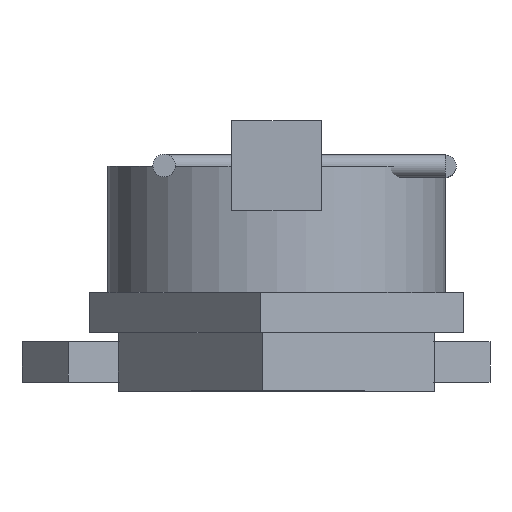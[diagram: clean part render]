
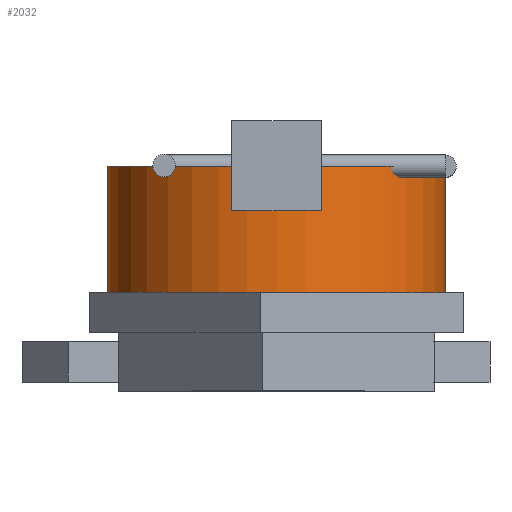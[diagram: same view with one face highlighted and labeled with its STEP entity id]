
A CAD part, top view. The second image highlights one B-rep face of the part: STEP entity #2032.
In plain terms, the highlighted cylindrical face has radius 75 mm (diameter 150 mm), a full revolution.
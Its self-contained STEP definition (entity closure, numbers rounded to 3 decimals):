
#2032 = ADVANCED_FACE('',(#2033),#2046,.T.);
#2033 = FACE_BOUND('',#2034,.T.);
#2034 = EDGE_LOOP('',(#2035,#2069,#2092,#2119));
#2035 = ORIENTED_EDGE('',*,*,#2036,.T.);
#2036 = EDGE_CURVE('',#2037,#2037,#2039,.T.);
#2037 = VERTEX_POINT('',#2038);
#2038 = CARTESIAN_POINT('',(75.,100.,0.));
#2039 = SURFACE_CURVE('',#2040,(#2045,#2057),.PCURVE_S1.);
#2040 = CIRCLE('',#2041,75.);
#2041 = AXIS2_PLACEMENT_3D('',#2042,#2043,#2044);
#2042 = CARTESIAN_POINT('',(0.,100.,0.));
#2043 = DIRECTION('',(0.,-1.,0.));
#2044 = DIRECTION('',(1.,0.,0.));
#2045 = PCURVE('',#2046,#2051);
#2046 = CYLINDRICAL_SURFACE('',#2047,75.);
#2047 = AXIS2_PLACEMENT_3D('',#2048,#2049,#2050);
#2048 = CARTESIAN_POINT('',(0.,100.,0.));
#2049 = DIRECTION('',(0.,1.,0.));
#2050 = DIRECTION('',(1.,0.,0.));
#2051 = DEFINITIONAL_REPRESENTATION('',(#2052),#2056);
#2052 = LINE('',#2053,#2054);
#2053 = CARTESIAN_POINT('',(6.283,0.));
#2054 = VECTOR('',#2055,1.);
#2055 = DIRECTION('',(-1.,0.));
#2056 = ( GEOMETRIC_REPRESENTATION_CONTEXT(2) 
PARAMETRIC_REPRESENTATION_CONTEXT() REPRESENTATION_CONTEXT('2D SPACE',''
  ) );
#2057 = PCURVE('',#2058,#2063);
#2058 = PLANE('',#2059);
#2059 = AXIS2_PLACEMENT_3D('',#2060,#2061,#2062);
#2060 = CARTESIAN_POINT('',(0.,100.,0.)
  );
#2061 = DIRECTION('',(-0.,-1.,-0.));
#2062 = DIRECTION('',(0.,0.,-1.));
#2063 = DEFINITIONAL_REPRESENTATION('',(#2064),#2068);
#2064 = CIRCLE('',#2065,75.);
#2065 = AXIS2_PLACEMENT_2D('',#2066,#2067);
#2066 = CARTESIAN_POINT('',(0.,0.));
#2067 = DIRECTION('',(0.,1.));
#2068 = ( GEOMETRIC_REPRESENTATION_CONTEXT(2) 
PARAMETRIC_REPRESENTATION_CONTEXT() REPRESENTATION_CONTEXT('2D SPACE',''
  ) );
#2069 = ORIENTED_EDGE('',*,*,#2070,.T.);
#2070 = EDGE_CURVE('',#2037,#2071,#2073,.T.);
#2071 = VERTEX_POINT('',#2072);
#2072 = CARTESIAN_POINT('',(75.,43.8,0.));
#2073 = SEAM_CURVE('',#2074,(#2078,#2085),.PCURVE_S1.);
#2074 = LINE('',#2075,#2076);
#2075 = CARTESIAN_POINT('',(75.,100.,0.));
#2076 = VECTOR('',#2077,1.);
#2077 = DIRECTION('',(0.,-1.,0.));
#2078 = PCURVE('',#2046,#2079);
#2079 = DEFINITIONAL_REPRESENTATION('',(#2080),#2084);
#2080 = LINE('',#2081,#2082);
#2081 = CARTESIAN_POINT('',(0.,0.));
#2082 = VECTOR('',#2083,1.);
#2083 = DIRECTION('',(-0.,-1.));
#2084 = ( GEOMETRIC_REPRESENTATION_CONTEXT(2) 
PARAMETRIC_REPRESENTATION_CONTEXT() REPRESENTATION_CONTEXT('2D SPACE',''
  ) );
#2085 = PCURVE('',#2046,#2086);
#2086 = DEFINITIONAL_REPRESENTATION('',(#2087),#2091);
#2087 = LINE('',#2088,#2089);
#2088 = CARTESIAN_POINT('',(6.283,0.));
#2089 = VECTOR('',#2090,1.);
#2090 = DIRECTION('',(-0.,-1.));
#2091 = ( GEOMETRIC_REPRESENTATION_CONTEXT(2) 
PARAMETRIC_REPRESENTATION_CONTEXT() REPRESENTATION_CONTEXT('2D SPACE',''
  ) );
#2092 = ORIENTED_EDGE('',*,*,#2093,.F.);
#2093 = EDGE_CURVE('',#2071,#2071,#2094,.T.);
#2094 = SURFACE_CURVE('',#2095,(#2100,#2107),.PCURVE_S1.);
#2095 = CIRCLE('',#2096,75.);
#2096 = AXIS2_PLACEMENT_3D('',#2097,#2098,#2099);
#2097 = CARTESIAN_POINT('',(0.,43.8,0.));
#2098 = DIRECTION('',(0.,-1.,0.));
#2099 = DIRECTION('',(1.,0.,0.));
#2100 = PCURVE('',#2046,#2101);
#2101 = DEFINITIONAL_REPRESENTATION('',(#2102),#2106);
#2102 = LINE('',#2103,#2104);
#2103 = CARTESIAN_POINT('',(6.283,-56.2));
#2104 = VECTOR('',#2105,1.);
#2105 = DIRECTION('',(-1.,0.));
#2106 = ( GEOMETRIC_REPRESENTATION_CONTEXT(2) 
PARAMETRIC_REPRESENTATION_CONTEXT() REPRESENTATION_CONTEXT('2D SPACE',''
  ) );
#2107 = PCURVE('',#2108,#2113);
#2108 = PLANE('',#2109);
#2109 = AXIS2_PLACEMENT_3D('',#2110,#2111,#2112);
#2110 = CARTESIAN_POINT('',(0.,43.8,0.)
  );
#2111 = DIRECTION('',(-0.,-1.,-0.));
#2112 = DIRECTION('',(0.,0.,-1.));
#2113 = DEFINITIONAL_REPRESENTATION('',(#2114),#2118);
#2114 = CIRCLE('',#2115,75.);
#2115 = AXIS2_PLACEMENT_2D('',#2116,#2117);
#2116 = CARTESIAN_POINT('',(0.,0.));
#2117 = DIRECTION('',(0.,1.));
#2118 = ( GEOMETRIC_REPRESENTATION_CONTEXT(2) 
PARAMETRIC_REPRESENTATION_CONTEXT() REPRESENTATION_CONTEXT('2D SPACE',''
  ) );
#2119 = ORIENTED_EDGE('',*,*,#2070,.F.);
